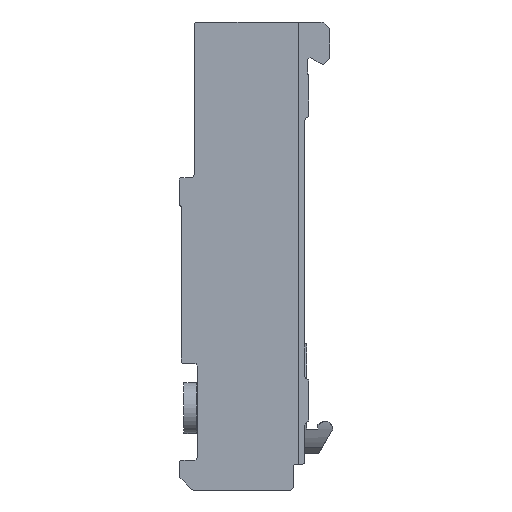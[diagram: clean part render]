
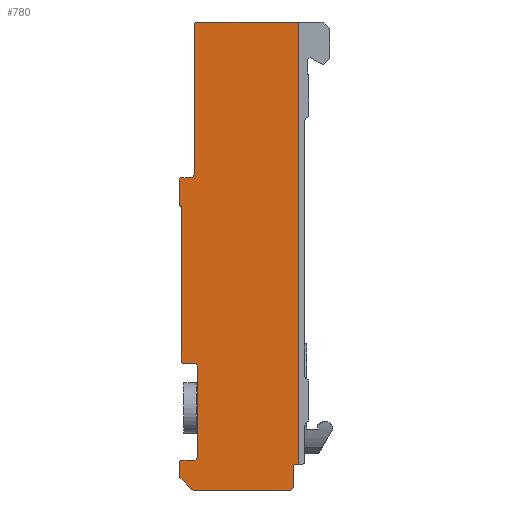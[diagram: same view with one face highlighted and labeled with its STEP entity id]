
A CAD part, front view. The second image highlights one B-rep face of the part: STEP entity #780.
In plain terms, the highlighted planar face has unit normal (0, -1, 0).
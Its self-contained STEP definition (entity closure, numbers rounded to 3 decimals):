
#466=PLANE('',#8237);
#780=ADVANCED_FACE('',(#1369),#466,.F.);
#1369=FACE_OUTER_BOUND('',#1717,.T.);
#1717=EDGE_LOOP('',(#4199,#4200,#4201,#4202,#4203,#4204,#4205,#4206,#4207,
#4208,#4209,#4210,#4211,#4212,#4213,#4214,#4215,#4216,#4217,#4218,#4219,
#4220,#4221,#4222,#4223,#4224,#4225));
#2294=LINE('',#11460,#2903);
#2346=LINE('',#11995,#2955);
#2383=LINE('',#12200,#2992);
#2403=LINE('',#12260,#3012);
#2439=LINE('',#12555,#3048);
#2467=LINE('',#12741,#3076);
#2473=LINE('',#12762,#3082);
#2477=LINE('',#12774,#3086);
#2481=LINE('',#12786,#3090);
#2485=LINE('',#12798,#3094);
#2489=LINE('',#12811,#3098);
#2497=LINE('',#12840,#3106);
#2505=LINE('',#12860,#3114);
#2527=LINE('',#12941,#3136);
#2903=VECTOR('',#8987,1.);
#2955=VECTOR('',#9145,1.);
#2992=VECTOR('',#9278,1.);
#3012=VECTOR('',#9338,1.);
#3048=VECTOR('',#9476,1.);
#3076=VECTOR('',#9574,1.);
#3082=VECTOR('',#9594,1.);
#3086=VECTOR('',#9606,1.);
#3090=VECTOR('',#9618,1.);
#3094=VECTOR('',#9630,1.);
#3098=VECTOR('',#9644,1.);
#3106=VECTOR('',#9670,1.);
#3114=VECTOR('',#9686,1.);
#3136=VECTOR('',#9772,1.);
#4199=ORIENTED_EDGE('',*,*,#6892,.F.);
#4200=ORIENTED_EDGE('',*,*,#7053,.T.);
#4201=ORIENTED_EDGE('',*,*,#7012,.F.);
#4202=ORIENTED_EDGE('',*,*,#7004,.F.);
#4203=ORIENTED_EDGE('',*,*,#6608,.F.);
#4204=ORIENTED_EDGE('',*,*,#6829,.F.);
#4205=ORIENTED_EDGE('',*,*,#6817,.F.);
#4206=ORIENTED_EDGE('',*,*,#6802,.F.);
#4207=ORIENTED_EDGE('',*,*,#6787,.F.);
#4208=ORIENTED_EDGE('',*,*,#6772,.F.);
#4209=ORIENTED_EDGE('',*,*,#6757,.F.);
#4210=ORIENTED_EDGE('',*,*,#7002,.F.);
#4211=ORIENTED_EDGE('',*,*,#6725,.F.);
#4212=ORIENTED_EDGE('',*,*,#6716,.F.);
#4213=ORIENTED_EDGE('',*,*,#6707,.F.);
#4214=ORIENTED_EDGE('',*,*,#6986,.F.);
#4215=ORIENTED_EDGE('',*,*,#6982,.F.);
#4216=ORIENTED_EDGE('',*,*,#6979,.F.);
#4217=ORIENTED_EDGE('',*,*,#6976,.F.);
#4218=ORIENTED_EDGE('',*,*,#6973,.F.);
#4219=ORIENTED_EDGE('',*,*,#6970,.F.);
#4220=ORIENTED_EDGE('',*,*,#6967,.F.);
#4221=ORIENTED_EDGE('',*,*,#6964,.F.);
#4222=ORIENTED_EDGE('',*,*,#6961,.F.);
#4223=ORIENTED_EDGE('',*,*,#6956,.F.);
#4224=ORIENTED_EDGE('',*,*,#6950,.F.);
#4225=ORIENTED_EDGE('',*,*,#6897,.F.);
#5790=VERTEX_POINT('',#11459);
#5791=VERTEX_POINT('',#11461);
#5869=VERTEX_POINT('',#11956);
#5872=VERTEX_POINT('',#11976);
#5877=VERTEX_POINT('',#11992);
#5883=VERTEX_POINT('',#12058);
#5907=VERTEX_POINT('',#12134);
#5910=VERTEX_POINT('',#12139);
#5919=VERTEX_POINT('',#12167);
#5929=VERTEX_POINT('',#12197);
#5939=VERTEX_POINT('',#12227);
#5949=VERTEX_POINT('',#12257);
#5999=VERTEX_POINT('',#12553);
#6001=VERTEX_POINT('',#12556);
#6004=VERTEX_POINT('',#12580);
#6036=VERTEX_POINT('',#12742);
#6040=VERTEX_POINT('',#12753);
#6044=VERTEX_POINT('',#12763);
#6046=VERTEX_POINT('',#12769);
#6048=VERTEX_POINT('',#12775);
#6050=VERTEX_POINT('',#12781);
#6052=VERTEX_POINT('',#12787);
#6054=VERTEX_POINT('',#12793);
#6056=VERTEX_POINT('',#12799);
#6058=VERTEX_POINT('',#12805);
#6073=VERTEX_POINT('',#12845);
#6075=VERTEX_POINT('',#12850);
#6608=EDGE_CURVE('',#5790,#5791,#2294,.T.);
#6707=EDGE_CURVE('',#5872,#5869,#7611,.T.);
#6716=EDGE_CURVE('',#5869,#5877,#2346,.T.);
#6725=EDGE_CURVE('',#5877,#5883,#7612,.T.);
#6757=EDGE_CURVE('',#5910,#5907,#7621,.T.);
#6772=EDGE_CURVE('',#5907,#5919,#7622,.T.);
#6787=EDGE_CURVE('',#5919,#5929,#2383,.T.);
#6802=EDGE_CURVE('',#5929,#5939,#7623,.T.);
#6817=EDGE_CURVE('',#5939,#5949,#2403,.T.);
#6829=EDGE_CURVE('',#5949,#5790,#7624,.T.);
#6892=EDGE_CURVE('',#5999,#6001,#2439,.T.);
#6897=EDGE_CURVE('',#6001,#6004,#7643,.T.);
#6950=EDGE_CURVE('',#6004,#6036,#2467,.T.);
#6956=EDGE_CURVE('',#6036,#6040,#7668,.T.);
#6961=EDGE_CURVE('',#6040,#6044,#2473,.T.);
#6964=EDGE_CURVE('',#6044,#6046,#7672,.T.);
#6967=EDGE_CURVE('',#6046,#6048,#2477,.T.);
#6970=EDGE_CURVE('',#6048,#6050,#7674,.T.);
#6973=EDGE_CURVE('',#6050,#6052,#2481,.T.);
#6976=EDGE_CURVE('',#6052,#6054,#7676,.T.);
#6979=EDGE_CURVE('',#6054,#6056,#2485,.T.);
#6982=EDGE_CURVE('',#6056,#6058,#7678,.T.);
#6986=EDGE_CURVE('',#6058,#5872,#2489,.T.);
#7002=EDGE_CURVE('',#5883,#5910,#2497,.T.);
#7004=EDGE_CURVE('',#5791,#6073,#7689,.T.);
#7012=EDGE_CURVE('',#6073,#6075,#2505,.T.);
#7053=EDGE_CURVE('',#5999,#6075,#2527,.T.);
#7611=CIRCLE('',#8010,0.2);
#7612=CIRCLE('',#8017,0.2);
#7621=CIRCLE('',#8039,0.2);
#7622=CIRCLE('',#8054,0.2);
#7623=CIRCLE('',#8074,0.2);
#7624=CIRCLE('',#8094,0.2);
#7643=CIRCLE('',#8134,0.2);
#7668=CIRCLE('',#8171,0.2);
#7672=CIRCLE('',#8177,0.2);
#7674=CIRCLE('',#8181,0.2);
#7676=CIRCLE('',#8185,0.2);
#7678=CIRCLE('',#8189,0.2);
#7689=CIRCLE('',#8203,0.2);
#8010=AXIS2_PLACEMENT_3D('',#11977,#9129,#9130);
#8017=AXIS2_PLACEMENT_3D('',#12076,#9155,#9156);
#8039=AXIS2_PLACEMENT_3D('',#12140,#9215,#9216);
#8054=AXIS2_PLACEMENT_3D('',#12170,#9250,#9251);
#8074=AXIS2_PLACEMENT_3D('',#12230,#9310,#9311);
#8094=AXIS2_PLACEMENT_3D('',#12281,#9367,#9368);
#8134=AXIS2_PLACEMENT_3D('',#12579,#9482,#9483);
#8171=AXIS2_PLACEMENT_3D('',#12752,#9584,#9585);
#8177=AXIS2_PLACEMENT_3D('',#12768,#9600,#9601);
#8181=AXIS2_PLACEMENT_3D('',#12780,#9612,#9613);
#8185=AXIS2_PLACEMENT_3D('',#12792,#9624,#9625);
#8189=AXIS2_PLACEMENT_3D('',#12804,#9636,#9637);
#8203=AXIS2_PLACEMENT_3D('',#12844,#9675,#9676);
#8237=AXIS2_PLACEMENT_3D('',#12942,#9773,#9774);
#8987=DIRECTION('',(0.,0.,1.));
#9129=DIRECTION('',(0.,-1.,0.));
#9130=DIRECTION('',(1.,0.,0.));
#9145=DIRECTION('',(-1.,0.,0.));
#9155=DIRECTION('',(0.,1.,0.));
#9156=DIRECTION('',(1.,0.,0.));
#9215=DIRECTION('',(0.,-1.,0.));
#9216=DIRECTION('',(1.,0.,0.));
#9250=DIRECTION('',(0.,1.,0.));
#9251=DIRECTION('',(1.,0.,0.));
#9278=DIRECTION('',(0.,0.,1.));
#9310=DIRECTION('',(0.,1.,0.));
#9311=DIRECTION('',(1.,0.,0.));
#9338=DIRECTION('',(1.,0.,0.));
#9367=DIRECTION('',(0.,-1.,0.));
#9368=DIRECTION('',(1.,0.,0.));
#9476=DIRECTION('',(-1.,0.,0.));
#9482=DIRECTION('',(0.,-1.,0.));
#9483=DIRECTION('',(1.,0.,0.));
#9574=DIRECTION('',(0.,0.,-1.));
#9584=DIRECTION('',(0.,1.,0.));
#9585=DIRECTION('',(1.,0.,0.));
#9594=DIRECTION('',(-1.,0.,0.));
#9600=DIRECTION('',(0.,1.,0.));
#9601=DIRECTION('',(1.,0.,0.));
#9606=DIRECTION('',(-0.707,0.,0.707));
#9612=DIRECTION('',(0.,1.,0.));
#9613=DIRECTION('',(1.,0.,0.));
#9618=DIRECTION('',(0.,0.,1.));
#9624=DIRECTION('',(0.,1.,0.));
#9625=DIRECTION('',(1.,0.,0.));
#9630=DIRECTION('',(1.,0.,0.));
#9636=DIRECTION('',(0.,-1.,0.));
#9637=DIRECTION('',(1.,0.,0.));
#9644=DIRECTION('',(0.,0.,1.));
#9670=DIRECTION('',(0.,0.,1.));
#9675=DIRECTION('',(0.,1.,0.));
#9676=DIRECTION('',(1.,0.,0.));
#9686=DIRECTION('',(1.,0.,0.));
#9772=DIRECTION('',(0.,0.,1.));
#9773=DIRECTION('',(0.,1.,0.));
#9774=DIRECTION('',(1.,0.,0.));
#11459=CARTESIAN_POINT('',(-17.85,138.,-10.034));
#11460=CARTESIAN_POINT('',(-17.85,138.,-10.034));
#11461=CARTESIAN_POINT('',(-17.85,138.,1.566));
#11956=CARTESIAN_POINT('',(-17.8,138.,-24.584));
#11976=CARTESIAN_POINT('',(-17.6,138.,-24.784));
#11977=CARTESIAN_POINT('',(-17.8,138.,-24.784));
#11992=CARTESIAN_POINT('',(-18.65,138.,-24.584));
#11995=CARTESIAN_POINT('',(-17.8,138.,-24.584));
#12058=CARTESIAN_POINT('',(-18.85,138.,-24.384));
#12076=CARTESIAN_POINT('',(-18.65,138.,-24.384));
#12134=CARTESIAN_POINT('',(-18.925,138.,-12.391));
#12139=CARTESIAN_POINT('',(-18.85,138.,-12.547));
#12140=CARTESIAN_POINT('',(-19.05,138.,-12.547));
#12167=CARTESIAN_POINT('',(-19.,138.,-12.234));
#12170=CARTESIAN_POINT('',(-18.8,138.,-12.234));
#12197=CARTESIAN_POINT('',(-19.,138.,-10.434));
#12200=CARTESIAN_POINT('',(-19.,138.,-12.234));
#12227=CARTESIAN_POINT('',(-18.8,138.,-10.234));
#12230=CARTESIAN_POINT('',(-18.8,138.,-10.434));
#12257=CARTESIAN_POINT('',(-18.05,138.,-10.234));
#12260=CARTESIAN_POINT('',(-18.8,138.,-10.234));
#12281=CARTESIAN_POINT('',(-18.05,138.,-10.034));
#12553=CARTESIAN_POINT('',(-9.8,138.,-32.334));
#12555=CARTESIAN_POINT('',(-9.5,138.,-32.334));
#12556=CARTESIAN_POINT('',(-10.,138.,-32.334));
#12579=CARTESIAN_POINT('',(-10.,138.,-32.534));
#12580=CARTESIAN_POINT('',(-10.2,138.,-32.534));
#12741=CARTESIAN_POINT('',(-10.2,138.,-32.534));
#12742=CARTESIAN_POINT('',(-10.2,138.,-34.134));
#12752=CARTESIAN_POINT('',(-10.4,138.,-34.134));
#12753=CARTESIAN_POINT('',(-10.4,138.,-34.334));
#12762=CARTESIAN_POINT('',(-10.4,138.,-34.334));
#12763=CARTESIAN_POINT('',(-17.917,138.,-34.334));
#12768=CARTESIAN_POINT('',(-17.917,138.,-34.134));
#12769=CARTESIAN_POINT('',(-18.059,138.,-34.276));
#12774=CARTESIAN_POINT('',(-18.059,138.,-34.276));
#12775=CARTESIAN_POINT('',(-18.941,138.,-33.393));
#12780=CARTESIAN_POINT('',(-18.8,138.,-33.252));
#12781=CARTESIAN_POINT('',(-19.,138.,-33.252));
#12786=CARTESIAN_POINT('',(-19.,138.,-33.252));
#12787=CARTESIAN_POINT('',(-19.,138.,-32.234));
#12792=CARTESIAN_POINT('',(-18.8,138.,-32.234));
#12793=CARTESIAN_POINT('',(-18.8,138.,-32.034));
#12798=CARTESIAN_POINT('',(-18.8,138.,-32.034));
#12799=CARTESIAN_POINT('',(-17.8,138.,-32.034));
#12804=CARTESIAN_POINT('',(-17.8,138.,-31.834));
#12805=CARTESIAN_POINT('',(-17.6,138.,-31.834));
#12811=CARTESIAN_POINT('',(-17.6,138.,-31.834));
#12840=CARTESIAN_POINT('',(-18.85,138.,-24.384));
#12844=CARTESIAN_POINT('',(-17.65,138.,1.566));
#12845=CARTESIAN_POINT('',(-17.65,138.,1.766));
#12850=CARTESIAN_POINT('',(-9.8,138.,1.766));
#12860=CARTESIAN_POINT('',(-17.65,138.,1.766));
#12941=CARTESIAN_POINT('',(-9.8,138.,-37.944));
#12942=CARTESIAN_POINT('',(-9.2,138.,-5.434));
